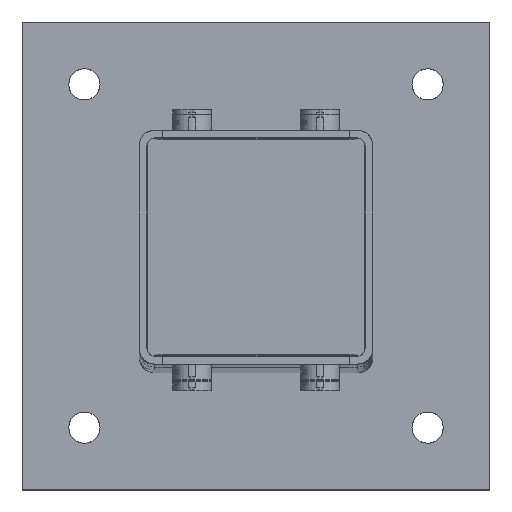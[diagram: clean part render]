
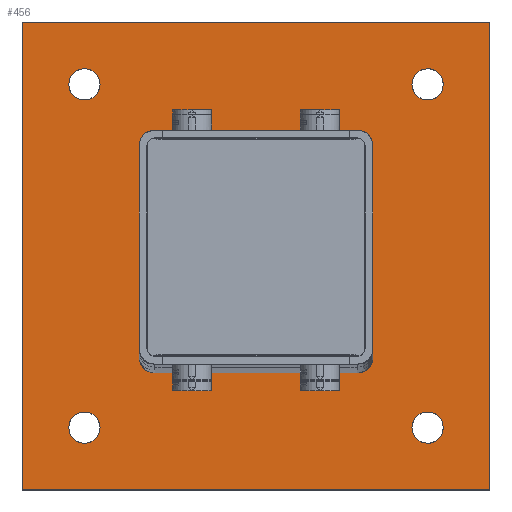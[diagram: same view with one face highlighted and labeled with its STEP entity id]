
A CAD part, top view. The second image highlights one B-rep face of the part: STEP entity #456.
In plain terms, the highlighted planar face has unit normal (0, 0, 1).
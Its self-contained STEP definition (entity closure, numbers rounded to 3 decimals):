
#456=ADVANCED_FACE('',(#838,#780,#781,#782,#783,#784),#5228,.T.);
#780=FACE_BOUND('',#1164,.T.);
#781=FACE_BOUND('',#1165,.T.);
#782=FACE_BOUND('',#1166,.T.);
#783=FACE_BOUND('',#1167,.T.);
#784=FACE_BOUND('',#1168,.T.);
#838=FACE_OUTER_BOUND('',#1163,.T.);
#1163=EDGE_LOOP('',(#1553,#1554,#1555,#1556));
#1164=EDGE_LOOP('',(#1557,#1558));
#1165=EDGE_LOOP('',(#1559,#1560));
#1166=EDGE_LOOP('',(#1561,#1562));
#1167=EDGE_LOOP('',(#1563,#1564));
#1168=EDGE_LOOP('',(#1565,#1566));
#1553=ORIENTED_EDGE('',*,*,#2991,.F.);
#1554=ORIENTED_EDGE('',*,*,#2992,.F.);
#1555=ORIENTED_EDGE('',*,*,#2993,.F.);
#1556=ORIENTED_EDGE('',*,*,#2994,.F.);
#1557=ORIENTED_EDGE('',*,*,#3009,.T.);
#1558=ORIENTED_EDGE('',*,*,#3027,.T.);
#1559=ORIENTED_EDGE('',*,*,#3007,.T.);
#1560=ORIENTED_EDGE('',*,*,#3024,.T.);
#1561=ORIENTED_EDGE('',*,*,#3005,.T.);
#1562=ORIENTED_EDGE('',*,*,#3021,.T.);
#1563=ORIENTED_EDGE('',*,*,#3003,.T.);
#1564=ORIENTED_EDGE('',*,*,#3018,.T.);
#1565=ORIENTED_EDGE('',*,*,#3000,.T.);
#1566=ORIENTED_EDGE('',*,*,#3015,.T.);
#2991=EDGE_CURVE('',#4525,#4524,#4334,.T.);
#2992=EDGE_CURVE('',#4526,#4525,#4335,.T.);
#2993=EDGE_CURVE('',#4527,#4526,#4336,.T.);
#2994=EDGE_CURVE('',#4524,#4527,#4337,.T.);
#3000=EDGE_CURVE('',#4532,#4534,#3752,.T.);
#3003=EDGE_CURVE('',#4531,#4536,#3755,.T.);
#3005=EDGE_CURVE('',#4530,#4538,#3757,.T.);
#3007=EDGE_CURVE('',#4529,#4540,#3759,.T.);
#3009=EDGE_CURVE('',#4528,#4542,#3761,.T.);
#3015=EDGE_CURVE('',#4534,#4532,#3767,.T.);
#3018=EDGE_CURVE('',#4536,#4531,#3770,.T.);
#3021=EDGE_CURVE('',#4538,#4530,#3773,.T.);
#3024=EDGE_CURVE('',#4540,#4529,#3776,.T.);
#3027=EDGE_CURVE('',#4542,#4528,#3779,.T.);
#3752=(
BOUNDED_CURVE()
B_SPLINE_CURVE(2,(#5752,#5753,#5754,#5755,#5756),.UNSPECIFIED.,.F.,.F.)
B_SPLINE_CURVE_WITH_KNOTS((3,2,3),(-3.142,-1.571,0.),
 .UNSPECIFIED.)
CURVE()
GEOMETRIC_REPRESENTATION_ITEM()
RATIONAL_B_SPLINE_CURVE((1.,0.707,1.,0.707,1.))
REPRESENTATION_ITEM('')
);
#3755=(
BOUNDED_CURVE()
B_SPLINE_CURVE(2,(#5764,#5765,#5766,#5767,#5768),.UNSPECIFIED.,.F.,.F.)
B_SPLINE_CURVE_WITH_KNOTS((3,2,3),(-3.142,-1.571,0.),
 .UNSPECIFIED.)
CURVE()
GEOMETRIC_REPRESENTATION_ITEM()
RATIONAL_B_SPLINE_CURVE((1.,0.707,1.,0.707,1.))
REPRESENTATION_ITEM('')
);
#3757=(
BOUNDED_CURVE()
B_SPLINE_CURVE(2,(#5771,#5772,#5773,#5774,#5775),.UNSPECIFIED.,.F.,.F.)
B_SPLINE_CURVE_WITH_KNOTS((3,2,3),(-3.142,-1.571,0.),
 .UNSPECIFIED.)
CURVE()
GEOMETRIC_REPRESENTATION_ITEM()
RATIONAL_B_SPLINE_CURVE((1.,0.707,1.,0.707,1.))
REPRESENTATION_ITEM('')
);
#3759=(
BOUNDED_CURVE()
B_SPLINE_CURVE(2,(#5778,#5779,#5780,#5781,#5782),.UNSPECIFIED.,.F.,.F.)
B_SPLINE_CURVE_WITH_KNOTS((3,2,3),(-3.142,-1.571,0.),
 .UNSPECIFIED.)
CURVE()
GEOMETRIC_REPRESENTATION_ITEM()
RATIONAL_B_SPLINE_CURVE((1.,0.707,1.,0.707,1.))
REPRESENTATION_ITEM('')
);
#3761=(
BOUNDED_CURVE()
B_SPLINE_CURVE(2,(#5785,#5786,#5787,#5788,#5789),.UNSPECIFIED.,.F.,.F.)
B_SPLINE_CURVE_WITH_KNOTS((3,2,3),(-3.142,-1.571,0.),
 .UNSPECIFIED.)
CURVE()
GEOMETRIC_REPRESENTATION_ITEM()
RATIONAL_B_SPLINE_CURVE((1.,0.707,1.,0.707,1.))
REPRESENTATION_ITEM('')
);
#3767=(
BOUNDED_CURVE()
B_SPLINE_CURVE(2,(#5812,#5813,#5814,#5815,#5816),.UNSPECIFIED.,.F.,.F.)
B_SPLINE_CURVE_WITH_KNOTS((3,2,3),(0.,1.571,3.142),
 .UNSPECIFIED.)
CURVE()
GEOMETRIC_REPRESENTATION_ITEM()
RATIONAL_B_SPLINE_CURVE((1.,0.707,1.,0.707,1.))
REPRESENTATION_ITEM('')
);
#3770=(
BOUNDED_CURVE()
B_SPLINE_CURVE(2,(#5824,#5825,#5826,#5827,#5828),.UNSPECIFIED.,.F.,.F.)
B_SPLINE_CURVE_WITH_KNOTS((3,2,3),(0.,1.571,3.142),
 .UNSPECIFIED.)
CURVE()
GEOMETRIC_REPRESENTATION_ITEM()
RATIONAL_B_SPLINE_CURVE((1.,0.707,1.,0.707,1.))
REPRESENTATION_ITEM('')
);
#3773=(
BOUNDED_CURVE()
B_SPLINE_CURVE(2,(#5836,#5837,#5838,#5839,#5840),.UNSPECIFIED.,.F.,.F.)
B_SPLINE_CURVE_WITH_KNOTS((3,2,3),(0.,1.571,3.142),
 .UNSPECIFIED.)
CURVE()
GEOMETRIC_REPRESENTATION_ITEM()
RATIONAL_B_SPLINE_CURVE((1.,0.707,1.,0.707,1.))
REPRESENTATION_ITEM('')
);
#3776=(
BOUNDED_CURVE()
B_SPLINE_CURVE(2,(#5848,#5849,#5850,#5851,#5852),.UNSPECIFIED.,.F.,.F.)
B_SPLINE_CURVE_WITH_KNOTS((3,2,3),(0.,1.571,3.142),
 .UNSPECIFIED.)
CURVE()
GEOMETRIC_REPRESENTATION_ITEM()
RATIONAL_B_SPLINE_CURVE((1.,0.707,1.,0.707,1.))
REPRESENTATION_ITEM('')
);
#3779=(
BOUNDED_CURVE()
B_SPLINE_CURVE(2,(#5860,#5861,#5862,#5863,#5864),.UNSPECIFIED.,.F.,.F.)
B_SPLINE_CURVE_WITH_KNOTS((3,2,3),(0.,1.571,3.142),
 .UNSPECIFIED.)
CURVE()
GEOMETRIC_REPRESENTATION_ITEM()
RATIONAL_B_SPLINE_CURVE((1.,0.707,1.,0.707,1.))
REPRESENTATION_ITEM('')
);
#4334=B_SPLINE_CURVE_WITH_KNOTS('',1,(#5734,#5735),.UNSPECIFIED.,.F.,.F.,
(2,2),(0.,30.),.UNSPECIFIED.);
#4335=B_SPLINE_CURVE_WITH_KNOTS('',1,(#5736,#5737),.UNSPECIFIED.,.F.,.F.,
(2,2),(0.,30.),.UNSPECIFIED.);
#4336=B_SPLINE_CURVE_WITH_KNOTS('',1,(#5738,#5739),.UNSPECIFIED.,.F.,.F.,
(2,2),(0.,30.),.UNSPECIFIED.);
#4337=B_SPLINE_CURVE_WITH_KNOTS('',1,(#5740,#5741),.UNSPECIFIED.,.F.,.F.,
(2,2),(0.,30.),.UNSPECIFIED.);
#4524=VERTEX_POINT('',#5707);
#4525=VERTEX_POINT('',#5708);
#4526=VERTEX_POINT('',#5709);
#4527=VERTEX_POINT('',#5710);
#4528=VERTEX_POINT('',#5711);
#4529=VERTEX_POINT('',#5712);
#4530=VERTEX_POINT('',#5713);
#4531=VERTEX_POINT('',#5714);
#4532=VERTEX_POINT('',#5715);
#4534=VERTEX_POINT('',#5717);
#4536=VERTEX_POINT('',#5719);
#4538=VERTEX_POINT('',#5721);
#4540=VERTEX_POINT('',#5723);
#4542=VERTEX_POINT('',#5725);
#5228=PLANE('',#5360);
#5360=AXIS2_PLACEMENT_3D('',#5593,#5476,$);
#5476=DIRECTION('',(0.,0.,1.));
#5593=CARTESIAN_POINT('',(-150.01,0.01,-138.));
#5707=CARTESIAN_POINT('',(150.,-300.,-138.));
#5708=CARTESIAN_POINT('',(150.,0.,-138.));
#5709=CARTESIAN_POINT('',(-150.,0.,-138.));
#5710=CARTESIAN_POINT('',(-150.,-300.,-138.));
#5711=CARTESIAN_POINT('',(-100.,-40.,-138.));
#5712=CARTESIAN_POINT('',(120.,-40.,-138.));
#5713=CARTESIAN_POINT('',(120.,-260.,-138.));
#5714=CARTESIAN_POINT('',(-100.,-260.,-138.));
#5715=CARTESIAN_POINT('',(-35.,-150.,-138.));
#5717=CARTESIAN_POINT('',(35.,-150.,-138.));
#5719=CARTESIAN_POINT('',(-120.,-260.,-138.));
#5721=CARTESIAN_POINT('',(100.,-260.,-138.));
#5723=CARTESIAN_POINT('',(100.,-40.,-138.));
#5725=CARTESIAN_POINT('',(-120.,-40.,-138.));
#5734=CARTESIAN_POINT('',(150.,0.,-138.));
#5735=CARTESIAN_POINT('',(150.,-300.,-138.));
#5736=CARTESIAN_POINT('',(-150.,0.,-138.));
#5737=CARTESIAN_POINT('',(150.,0.,-138.));
#5738=CARTESIAN_POINT('',(-150.,-300.,-138.));
#5739=CARTESIAN_POINT('',(-150.,0.,-138.));
#5740=CARTESIAN_POINT('',(150.,-300.,-138.));
#5741=CARTESIAN_POINT('',(-150.,-300.,-138.));
#5752=CARTESIAN_POINT('',(-35.,-150.,-138.));
#5753=CARTESIAN_POINT('',(-35.,-115.,-138.));
#5754=CARTESIAN_POINT('',(0.,-115.,-138.));
#5755=CARTESIAN_POINT('',(35.,-115.,-138.));
#5756=CARTESIAN_POINT('',(35.,-150.,-138.));
#5764=CARTESIAN_POINT('',(-100.,-260.,-138.));
#5765=CARTESIAN_POINT('',(-100.,-270.,-138.));
#5766=CARTESIAN_POINT('',(-110.,-270.,-138.));
#5767=CARTESIAN_POINT('',(-120.,-270.,-138.));
#5768=CARTESIAN_POINT('',(-120.,-260.,-138.));
#5771=CARTESIAN_POINT('',(120.,-260.,-138.));
#5772=CARTESIAN_POINT('',(120.,-270.,-138.));
#5773=CARTESIAN_POINT('',(110.,-270.,-138.));
#5774=CARTESIAN_POINT('',(100.,-270.,-138.));
#5775=CARTESIAN_POINT('',(100.,-260.,-138.));
#5778=CARTESIAN_POINT('',(120.,-40.,-138.));
#5779=CARTESIAN_POINT('',(120.,-50.,-138.));
#5780=CARTESIAN_POINT('',(110.,-50.,-138.));
#5781=CARTESIAN_POINT('',(100.,-50.,-138.));
#5782=CARTESIAN_POINT('',(100.,-40.,-138.));
#5785=CARTESIAN_POINT('',(-100.,-40.,-138.));
#5786=CARTESIAN_POINT('',(-100.,-50.,-138.));
#5787=CARTESIAN_POINT('',(-110.,-50.,-138.));
#5788=CARTESIAN_POINT('',(-120.,-50.,-138.));
#5789=CARTESIAN_POINT('',(-120.,-40.,-138.));
#5812=CARTESIAN_POINT('',(35.,-150.,-138.));
#5813=CARTESIAN_POINT('',(35.,-185.,-138.));
#5814=CARTESIAN_POINT('',(0.,-185.,-138.));
#5815=CARTESIAN_POINT('',(-35.,-185.,-138.));
#5816=CARTESIAN_POINT('',(-35.,-150.,-138.));
#5824=CARTESIAN_POINT('',(-120.,-260.,-138.));
#5825=CARTESIAN_POINT('',(-120.,-250.,-138.));
#5826=CARTESIAN_POINT('',(-110.,-250.,-138.));
#5827=CARTESIAN_POINT('',(-100.,-250.,-138.));
#5828=CARTESIAN_POINT('',(-100.,-260.,-138.));
#5836=CARTESIAN_POINT('',(100.,-260.,-138.));
#5837=CARTESIAN_POINT('',(100.,-250.,-138.));
#5838=CARTESIAN_POINT('',(110.,-250.,-138.));
#5839=CARTESIAN_POINT('',(120.,-250.,-138.));
#5840=CARTESIAN_POINT('',(120.,-260.,-138.));
#5848=CARTESIAN_POINT('',(100.,-40.,-138.));
#5849=CARTESIAN_POINT('',(100.,-30.,-138.));
#5850=CARTESIAN_POINT('',(110.,-30.,-138.));
#5851=CARTESIAN_POINT('',(120.,-30.,-138.));
#5852=CARTESIAN_POINT('',(120.,-40.,-138.));
#5860=CARTESIAN_POINT('',(-120.,-40.,-138.));
#5861=CARTESIAN_POINT('',(-120.,-30.,-138.));
#5862=CARTESIAN_POINT('',(-110.,-30.,-138.));
#5863=CARTESIAN_POINT('',(-100.,-30.,-138.));
#5864=CARTESIAN_POINT('',(-100.,-40.,-138.));
